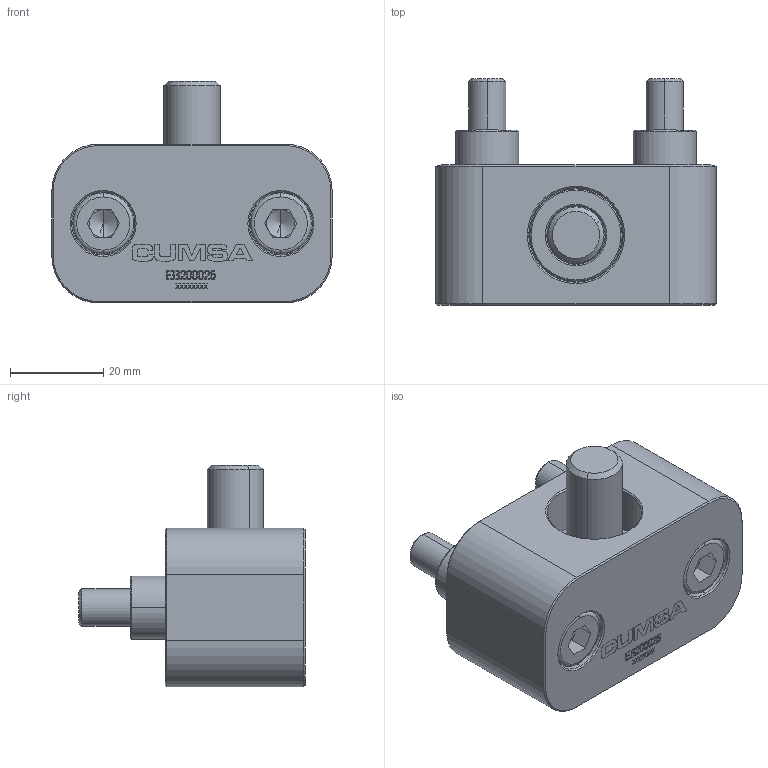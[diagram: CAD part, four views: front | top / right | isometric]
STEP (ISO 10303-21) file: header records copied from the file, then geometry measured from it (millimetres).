
FILE_DESCRIPTION (( 'STEP AP214' ), '1' );
FILE_NAME ('eb200025.STEP', '2022-01-28T08:46:15', ( '' ), ( '' ), 'SwSTEP 2.0', 'SolidWorks 2019', '' );
FILE_SCHEMA (( 'AUTOMOTIVE_DESIGN' ));
Length unit declared in the file: millimetre
Products named in the file (6): 1DIN912840_DIN 912 M8 x 40 --- 40C; 9EB200025-B; ZBS025; 1DIN9121235_DIN 912 M12 x 35 --- 35C; eb200025; 9EB200025-A
Assembly tree (7 placements, depth 2):
  eb200025
    9EB200025-A
    ZBS025  x2
    1DIN912840_DIN 912 M8 x 40 --- 40C  x2
    9EB200025-B
    1DIN9121235_DIN 912 M12 x 35 --- 35C
Bounding box: 60 x 48.5 x 47.5 mm (x, y, z)
Volume: 59183 mm3; surface area: 22217.7 mm2
Topology: 9 solids, 9 shells, 559 faces, 1397 edges, 889 vertices
Faces by surface type: plane 280, bspline 133, cone 68, cylinder 50, torus 28
Entity records: 21765 total; most frequent: CARTESIAN_POINT 9750, ORIENTED_EDGE 2566, DIRECTION 1961, EDGE_CURVE 1283, VECTOR 839, LINE 839, VERTEX_POINT 826, AXIS2_PLACEMENT_3D 561
